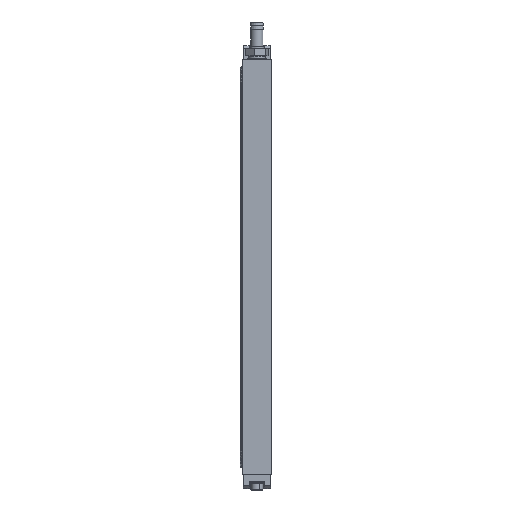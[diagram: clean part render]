
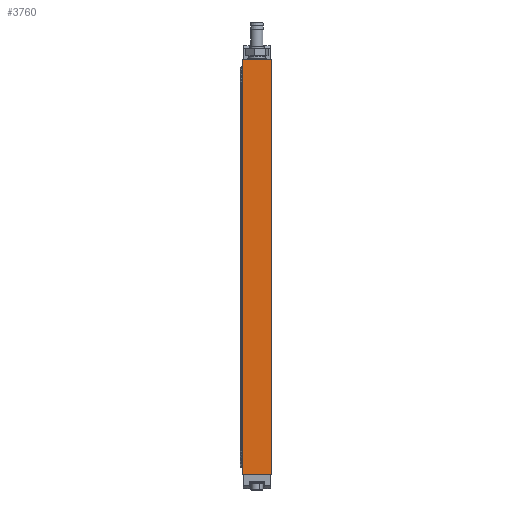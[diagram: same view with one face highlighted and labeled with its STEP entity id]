
A CAD part, left-side view. The second image highlights one B-rep face of the part: STEP entity #3760.
In plain terms, the highlighted planar face has unit normal (-1, 0, 0).
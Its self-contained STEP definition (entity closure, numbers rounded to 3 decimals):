
#3760 = ADVANCED_FACE ( 'NONE', ( #10052 ), #10057, .T. ) ;
#3943 = ORIENTED_EDGE ( 'NONE', *, *, #5606, .F. ) ;
#3944 = VERTEX_POINT ( 'NONE', #10611 ) ;
#5260 = VERTEX_POINT ( 'NONE', #14572 ) ;
#5341 = EDGE_CURVE ( 'NONE', #5342, #5260, #13755, .T. ) ;
#5342 = VERTEX_POINT ( 'NONE', #13756 ) ;
#5589 = EDGE_LOOP ( 'NONE', ( #3943, #5590, #5603, #7095 ) ) ;
#5590 = ORIENTED_EDGE ( 'NONE', *, *, #5591, .F. ) ;
#5591 = EDGE_CURVE ( 'NONE', #5260, #3944, #14359, .T. ) ;
#5603 = ORIENTED_EDGE ( 'NONE', *, *, #5341, .F. ) ;
#5606 = EDGE_CURVE ( 'NONE', #3944, #6150, #14417, .T. ) ;
#6150 = VERTEX_POINT ( 'NONE', #15463 ) ;
#7095 = ORIENTED_EDGE ( 'NONE', *, *, #7096, .F. ) ;
#7096 = EDGE_CURVE ( 'NONE', #6150, #5342, #15493, .T. ) ;
#10050 = CARTESIAN_POINT ( 'NONE',  ( -228.5, -16.3, -453. ) ) ;
#10051 = AXIS2_PLACEMENT_3D ( 'NONE', #10050, #10120, #10119 ) ;
#10052 = FACE_OUTER_BOUND ( 'NONE', #5589, .T. ) ;
#10057 = PLANE ( 'NONE',  #10051 ) ;
#10119 = DIRECTION ( 'NONE',  ( 0., -1., 0. ) ) ;
#10120 = DIRECTION ( 'NONE',  ( -1., 0., 0. ) ) ;
#10611 = CARTESIAN_POINT ( 'NONE',  ( -228.5, -16., 0. ) ) ;
#13747 = CARTESIAN_POINT ( 'NONE',  ( -228.5, 16., 0. ) ) ;
#13755 = LINE ( 'NONE', #13747, #13758 ) ;
#13756 = CARTESIAN_POINT ( 'NONE',  ( -228.5, 16., -452. ) ) ;
#13757 = DIRECTION ( 'NONE',  ( 0., 0., 1. ) ) ;
#13758 = VECTOR ( 'NONE', #13757, 1000. ) ;
#14350 = DIRECTION ( 'NONE',  ( 0., -1., 0. ) ) ;
#14357 = VECTOR ( 'NONE', #14350, 1000. ) ;
#14358 = CARTESIAN_POINT ( 'NONE',  ( -228.5, -16.3, 0. ) ) ;
#14359 = LINE ( 'NONE', #14358, #14357 ) ;
#14390 = DIRECTION ( 'NONE',  ( 0., 0., -1. ) ) ;
#14391 = VECTOR ( 'NONE', #14390, 1000. ) ;
#14392 = CARTESIAN_POINT ( 'NONE',  ( -228.5, -16., -452. ) ) ;
#14417 = LINE ( 'NONE', #14392, #14391 ) ;
#14572 = CARTESIAN_POINT ( 'NONE',  ( -228.5, 16., 0. ) ) ;
#15463 = CARTESIAN_POINT ( 'NONE',  ( -228.5, -16., -452. ) ) ;
#15466 = DIRECTION ( 'NONE',  ( 0., 1., 0. ) ) ;
#15467 = VECTOR ( 'NONE', #15466, 1000. ) ;
#15468 = CARTESIAN_POINT ( 'NONE',  ( -228.5, -16.3, -452. ) ) ;
#15493 = LINE ( 'NONE', #15468, #15467 ) ;
